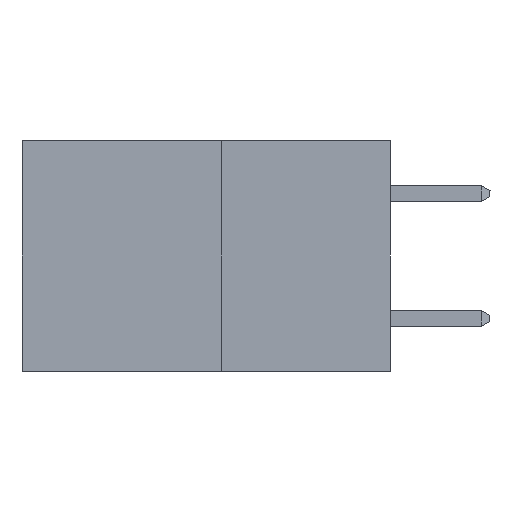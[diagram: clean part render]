
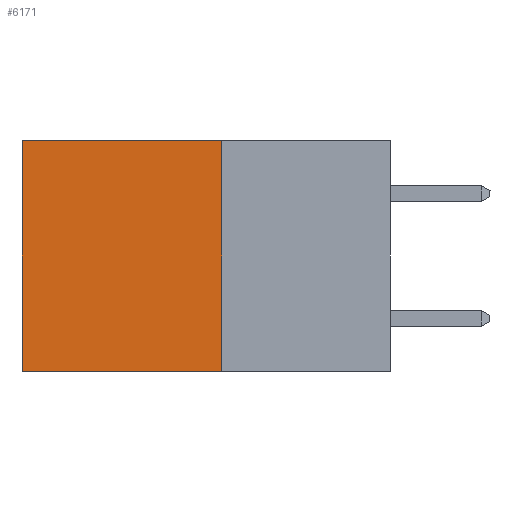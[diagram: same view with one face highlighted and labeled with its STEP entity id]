
A CAD part, left-side view. The second image highlights one B-rep face of the part: STEP entity #6171.
In plain terms, the highlighted planar face has unit normal (-1, 0, 0).
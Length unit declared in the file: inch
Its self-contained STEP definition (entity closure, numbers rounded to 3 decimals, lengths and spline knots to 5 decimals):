
#61 = AXIS2_PLACEMENT_3D ( 'NONE', #5277, #7984, #3856 ) ;
#64 = CARTESIAN_POINT ( 'NONE',  ( 0.277, 0.59, -0.37 ) ) ;
#703 = CARTESIAN_POINT ( 'NONE',  ( 0.277, 0.59, -0.37 ) ) ;
#718 = CARTESIAN_POINT ( 'NONE',  ( 0.277, 0.27, -0.37 ) ) ;
#727 = LINE ( 'NONE', #718, #8309 ) ;
#756 = LINE ( 'NONE', #1645, #8340 ) ;
#966 = EDGE_LOOP ( 'NONE', ( #3523, #4359, #2954, #2084 ) ) ;
#1425 = LINE ( 'NONE', #703, #7151 ) ;
#1562 = CARTESIAN_POINT ( 'NONE',  ( 0.277, 0.27, 0. ) ) ;
#1645 = CARTESIAN_POINT ( 'NONE',  ( 0.277, 0.27, 0. ) ) ;
#1730 = EDGE_CURVE ( 'NONE', #8734, #3170, #756, .T. ) ;
#2084 = ORIENTED_EDGE ( 'NONE', *, *, #1730, .T. ) ;
#2900 = FACE_OUTER_BOUND ( 'NONE', #966, .T. ) ;
#2954 = ORIENTED_EDGE ( 'NONE', *, *, #9176, .F. ) ;
#3170 = VERTEX_POINT ( 'NONE', #4231 ) ;
#3171 = EDGE_CURVE ( 'NONE', #3170, #3774, #1425, .T. ) ;
#3523 = ORIENTED_EDGE ( 'NONE', *, *, #3171, .T. ) ;
#3532 = LINE ( 'NONE', #3699, #7249 ) ;
#3644 = VERTEX_POINT ( 'NONE', #5662 ) ;
#3699 = CARTESIAN_POINT ( 'NONE',  ( 0.277, 0.27, -0.37 ) ) ;
#3774 = VERTEX_POINT ( 'NONE', #64 ) ;
#3856 = DIRECTION ( 'NONE',  ( 0., 0., -1. ) ) ;
#4231 = CARTESIAN_POINT ( 'NONE',  ( 0.277, 0.59, 0. ) ) ;
#4359 = ORIENTED_EDGE ( 'NONE', *, *, #4683, .F. ) ;
#4500 = DIRECTION ( 'NONE',  ( 0., 0., -1. ) ) ;
#4683 = EDGE_CURVE ( 'NONE', #3644, #3774, #3532, .T. ) ;
#5277 = CARTESIAN_POINT ( 'NONE',  ( 0.277, 0.27, -0.37 ) ) ;
#5662 = CARTESIAN_POINT ( 'NONE',  ( 0.277, 0.27, -0.37 ) ) ;
#6171 = ADVANCED_FACE ( 'NONE', ( #2900 ), #8471, .F. ) ;
#6274 = DIRECTION ( 'NONE',  ( 0., 1., 0. ) ) ;
#6543 = DIRECTION ( 'NONE',  ( 0., 1., 0. ) ) ;
#7151 = VECTOR ( 'NONE', #8904, 39.37008 ) ;
#7249 = VECTOR ( 'NONE', #6543, 39.37008 ) ;
#7984 = DIRECTION ( 'NONE',  ( 1., 0., 0. ) ) ;
#8309 = VECTOR ( 'NONE', #4500, 39.37008 ) ;
#8340 = VECTOR ( 'NONE', #6274, 39.37008 ) ;
#8471 = PLANE ( 'NONE',  #61 ) ;
#8734 = VERTEX_POINT ( 'NONE', #1562 ) ;
#8904 = DIRECTION ( 'NONE',  ( 0., 0., -1. ) ) ;
#9176 = EDGE_CURVE ( 'NONE', #8734, #3644, #727, .T. ) ;
